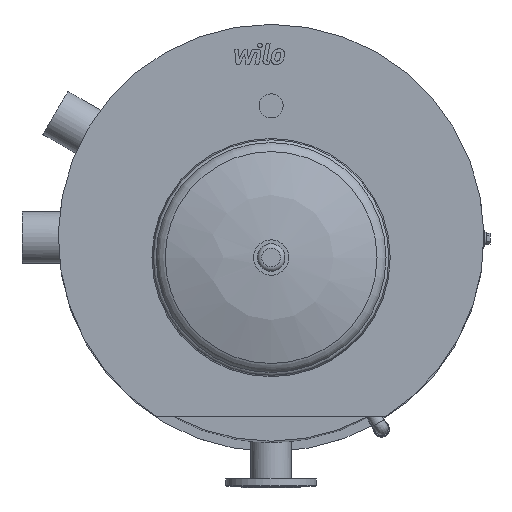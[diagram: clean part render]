
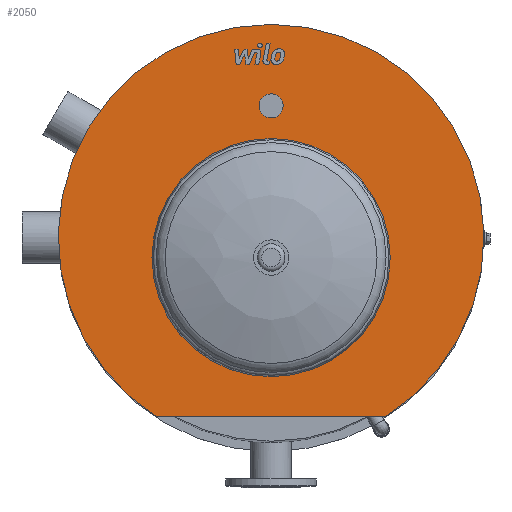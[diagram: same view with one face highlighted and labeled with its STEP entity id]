
A CAD part, top view. The second image highlights one B-rep face of the part: STEP entity #2050.
In plain terms, the highlighted planar face has unit normal (0, 0, 1).
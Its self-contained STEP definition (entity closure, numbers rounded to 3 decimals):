
#121=LINE('',#3154,#246);
#128=LINE('',#3166,#253);
#131=LINE('',#3172,#256);
#246=VECTOR('',#2472,10.);
#253=VECTOR('',#2481,10.);
#256=VECTOR('',#2486,10.);
#409=PLANE('',#2276);
#516=FACE_BOUND('',#810,.T.);
#517=FACE_BOUND('',#811,.T.);
#599=FACE_OUTER_BOUND('',#809,.T.);
#809=EDGE_LOOP('',(#1646,#1647,#1648,#1649));
#810=EDGE_LOOP('',(#1650));
#811=EDGE_LOOP('',(#1651));
#939=CIRCLE('',#2243,26.5);
#952=CIRCLE('',#2266,263.);
#956=CIRCLE('',#2275,470.);
#1006=VERTEX_POINT('',#3151);
#1007=VERTEX_POINT('',#3153);
#1011=VERTEX_POINT('',#3164);
#1013=VERTEX_POINT('',#3169);
#1045=VERTEX_POINT('',#3580);
#1058=VERTEX_POINT('',#3646);
#1213=EDGE_CURVE('',#1007,#1006,#121,.T.);
#1220=EDGE_CURVE('',#1006,#1011,#128,.T.);
#1223=EDGE_CURVE('',#1013,#1007,#131,.T.);
#1257=EDGE_CURVE('',#1045,#1045,#939,.T.);
#1271=EDGE_CURVE('',#1058,#1058,#952,.T.);
#1275=EDGE_CURVE('',#1011,#1013,#956,.T.);
#1646=ORIENTED_EDGE('',*,*,#1220,.T.);
#1647=ORIENTED_EDGE('',*,*,#1275,.T.);
#1648=ORIENTED_EDGE('',*,*,#1223,.T.);
#1649=ORIENTED_EDGE('',*,*,#1213,.T.);
#1650=ORIENTED_EDGE('',*,*,#1257,.T.);
#1651=ORIENTED_EDGE('',*,*,#1271,.T.);
#2050=ADVANCED_FACE('',(#599,#516,#517),#409,.T.);
#2243=AXIS2_PLACEMENT_3D('',#3581,#2593,#2594);
#2266=AXIS2_PLACEMENT_3D('',#3647,#2639,#2640);
#2275=AXIS2_PLACEMENT_3D('',#3659,#2657,#2658);
#2276=AXIS2_PLACEMENT_3D('',#3660,#2659,#2660);
#2472=DIRECTION('',(1.,0.,0.));
#2481=DIRECTION('',(0.,-1.,0.));
#2486=DIRECTION('',(0.,1.,0.));
#2593=DIRECTION('center_axis',(0.,0.,
-1.));
#2594=DIRECTION('ref_axis',(0.,-1.,0.));
#2639=DIRECTION('center_axis',(0.,0.,
-1.));
#2640=DIRECTION('ref_axis',(0.,-1.,0.));
#2657=DIRECTION('center_axis',(0.,0.,
1.));
#2658=DIRECTION('ref_axis',(0.,-1.,0.));
#2659=DIRECTION('center_axis',(0.,0.,
1.));
#2660=DIRECTION('ref_axis',(1.,0.,0.));
#3151=CARTESIAN_POINT('',(250.,-395.,1750.));
#3153=CARTESIAN_POINT('',(-250.,-395.,1750.));
#3154=CARTESIAN_POINT('',(0.,-395.,1750.));
#3164=CARTESIAN_POINT('',(250.,-397.995,1750.));
#3166=CARTESIAN_POINT('',(250.,-352.5,1750.));
#3169=CARTESIAN_POINT('',(-250.,-397.995,1750.));
#3172=CARTESIAN_POINT('',(-250.,-352.5,1750.));
#3580=CARTESIAN_POINT('',(0.,316.5,1750.));
#3581=CARTESIAN_POINT('Origin',(0.,290.,1750.));
#3646=CARTESIAN_POINT('',(0.,-308.,1750.));
#3647=CARTESIAN_POINT('Origin',(0.,-45.,
1750.));
#3659=CARTESIAN_POINT('Origin',(0.,0.,
1750.));
#3660=CARTESIAN_POINT('Origin',(0.,-235.,
1750.));
